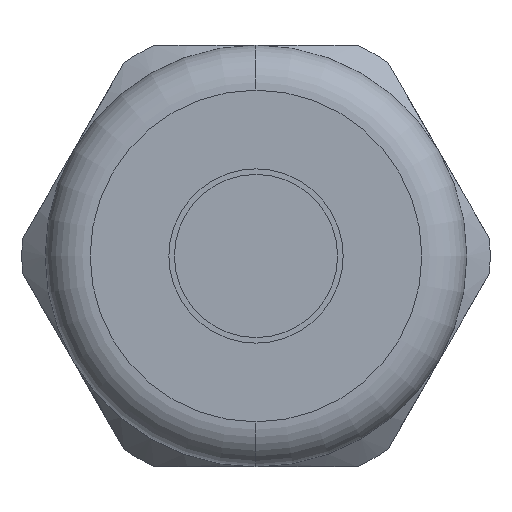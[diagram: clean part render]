
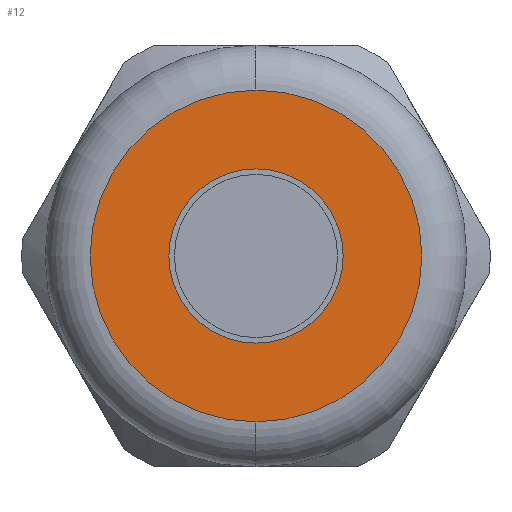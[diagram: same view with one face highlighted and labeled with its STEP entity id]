
A CAD part, left-side view. The second image highlights one B-rep face of the part: STEP entity #12.
In plain terms, the highlighted planar face has unit normal (-1, 0, 0).
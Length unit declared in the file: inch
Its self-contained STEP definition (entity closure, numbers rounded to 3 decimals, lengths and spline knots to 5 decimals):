
#1 = ORIENTED_EDGE ( 'NONE', *, *, #8, .T. ) ;
#2 = ORIENTED_EDGE ( 'NONE', *, *, #1066, .T. ) ;
#3 = EDGE_LOOP ( 'NONE', ( #2, #1 ) ) ;
#5 = EDGE_LOOP ( 'NONE', ( #29, #28 ) ) ;
#8 = EDGE_CURVE ( 'NONE', #1056, #1057, #1044, .T. ) ;
#12 = ADVANCED_FACE ( 'NONE', ( #1108, #1107 ), #1106, .T. ) ;
#15 = EDGE_CURVE ( 'NONE', #474, #473, #1101, .T. ) ;
#28 = ORIENTED_EDGE ( 'NONE', *, *, #472, .T. ) ;
#29 = ORIENTED_EDGE ( 'NONE', *, *, #15, .T. ) ;
#472 = EDGE_CURVE ( 'NONE', #473, #474, #1812, .T. ) ;
#473 = VERTEX_POINT ( 'NONE', #1803 ) ;
#474 = VERTEX_POINT ( 'NONE', #1802 ) ;
#1042 = CARTESIAN_POINT ( 'NONE',  ( -1.18, 0., 0. ) ) ;
#1043 = AXIS2_PLACEMENT_3D ( 'NONE', #1042, #1110, #1109 ) ;
#1044 = CIRCLE ( 'NONE', #1043, 0.295 ) ;
#1056 = VERTEX_POINT ( 'NONE', #2928 ) ;
#1057 = VERTEX_POINT ( 'NONE', #2927 ) ;
#1066 = EDGE_CURVE ( 'NONE', #1057, #1056, #2907, .T. ) ;
#1097 = DIRECTION ( 'NONE',  ( 0., 0., -1. ) ) ;
#1098 = DIRECTION ( 'NONE',  ( 1., 0., 0. ) ) ;
#1099 = CARTESIAN_POINT ( 'NONE',  ( -1.18, 0., 0. ) ) ;
#1100 = AXIS2_PLACEMENT_3D ( 'NONE', #1099, #1098, #1097 ) ;
#1101 = CIRCLE ( 'NONE', #1100, 0.155 ) ;
#1102 = DIRECTION ( 'NONE',  ( 0., 0., 1. ) ) ;
#1103 = DIRECTION ( 'NONE',  ( -1., 0., 0. ) ) ;
#1104 = CARTESIAN_POINT ( 'NONE',  ( -1.18, 0.375, 0. ) ) ;
#1105 = AXIS2_PLACEMENT_3D ( 'NONE', #1104, #1103, #1102 ) ;
#1106 = PLANE ( 'NONE',  #1105 ) ;
#1107 = FACE_BOUND ( 'NONE', #5, .T. ) ;
#1108 = FACE_OUTER_BOUND ( 'NONE', #3, .T. ) ;
#1109 = DIRECTION ( 'NONE',  ( 0., 0., 1. ) ) ;
#1110 = DIRECTION ( 'NONE',  ( -1., 0., 0. ) ) ;
#1802 = CARTESIAN_POINT ( 'NONE',  ( -1.18, 0., -0.155 ) ) ;
#1803 = CARTESIAN_POINT ( 'NONE',  ( -1.18, 0., 0.155 ) ) ;
#1804 = DIRECTION ( 'NONE',  ( 0., 0., -1. ) ) ;
#1805 = DIRECTION ( 'NONE',  ( 1., 0., 0. ) ) ;
#1806 = CARTESIAN_POINT ( 'NONE',  ( -1.18, 0., 0. ) ) ;
#1807 = AXIS2_PLACEMENT_3D ( 'NONE', #1806, #1805, #1804 ) ;
#1812 = CIRCLE ( 'NONE', #1807, 0.155 ) ;
#2907 = CIRCLE ( 'NONE', #2971, 0.295 ) ;
#2927 = CARTESIAN_POINT ( 'NONE',  ( -1.18, 0., 0.295 ) ) ;
#2928 = CARTESIAN_POINT ( 'NONE',  ( -1.18, 0., -0.295 ) ) ;
#2968 = DIRECTION ( 'NONE',  ( 0., 0., 1. ) ) ;
#2969 = DIRECTION ( 'NONE',  ( -1., 0., 0. ) ) ;
#2970 = CARTESIAN_POINT ( 'NONE',  ( -1.18, 0., 0. ) ) ;
#2971 = AXIS2_PLACEMENT_3D ( 'NONE', #2970, #2969, #2968 ) ;
